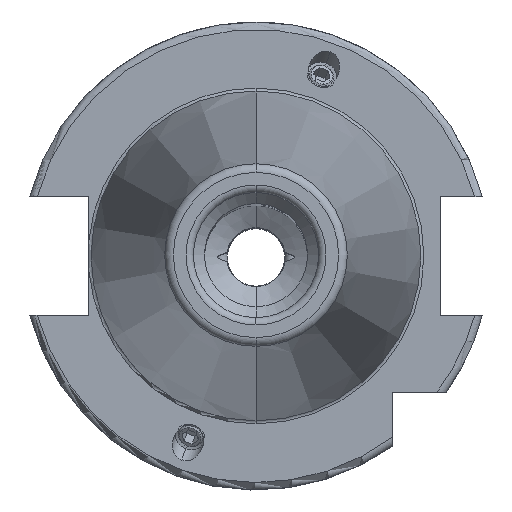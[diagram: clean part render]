
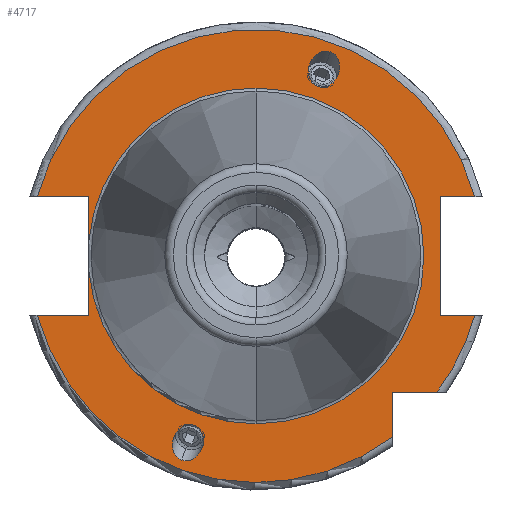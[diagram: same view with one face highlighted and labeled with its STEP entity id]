
A CAD part, top view. The second image highlights one B-rep face of the part: STEP entity #4717.
In plain terms, the highlighted planar face has unit normal (0, 0, 1).
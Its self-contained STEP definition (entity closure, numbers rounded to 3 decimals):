
#963=CARTESIAN_POINT('',(0,0,15.9));
#964=DIRECTION('',(0,0,1));
#965=DIRECTION('',(0.965,0.262,0));
#966=AXIS2_PLACEMENT_3D('',#963,#964,#965);
#1014=CARTESIAN_POINT('',(0,0,15.9));
#1015=DIRECTION('',(0,0,1));
#1016=DIRECTION('',(-0.965,-0.262,0));
#1017=AXIS2_PLACEMENT_3D('',#1014,#1015,#1016);
#1030=DIRECTION('',(1,0,0));
#1031=VECTOR('',#1030,7.004);
#1032=CARTESIAN_POINT('',(-29.704,-8.05,15.9));
#1033=LINE('',#1032,#1031);
#1034=DIRECTION('',(0,1,0));
#1035=VECTOR('',#1034,5.917);
#1036=CARTESIAN_POINT('',(-22.7,-8.05,15.9));
#1037=LINE('',#1036,#1035);
#1038=DIRECTION('',(0,1,0));
#1039=VECTOR('',#1038,5.917);
#1040=CARTESIAN_POINT('',(-22.7,2.133,15.9));
#1041=LINE('',#1040,#1039);
#1042=DIRECTION('',(1,0,0));
#1043=VECTOR('',#1042,7.004);
#1044=CARTESIAN_POINT('',(-29.704,8.05,15.9));
#1045=LINE('',#1044,#1043);
#1046=DIRECTION('',(-1,0,0));
#1047=VECTOR('',#1046,4.704);
#1048=CARTESIAN_POINT('',(29.704,8.05,15.9));
#1049=LINE('',#1048,#1047);
#1050=DIRECTION('',(0,-1,0));
#1051=VECTOR('',#1050,16.1);
#1052=CARTESIAN_POINT('',(25,8.05,15.9));
#1053=LINE('',#1052,#1051);
#1054=DIRECTION('',(-1,0,0));
#1055=VECTOR('',#1054,4.704);
#1056=CARTESIAN_POINT('',(29.704,-8.05,15.9));
#1057=LINE('',#1056,#1055);
#1058=CARTESIAN_POINT('',(0,0,15.9));
#1059=DIRECTION('',(0,0,1));
#1060=DIRECTION('',(0.799,-0.601,0));
#1061=AXIS2_PLACEMENT_3D('',#1058,#1059,#1060);
#1063=DIRECTION('',(-1,0,0));
#1064=VECTOR('',#1063,6.094);
#1065=CARTESIAN_POINT('',(24.594,-18.5,15.9));
#1066=LINE('',#1065,#1064);
#1067=DIRECTION('',(0,1,0));
#1068=VECTOR('',#1067,6.094);
#1069=CARTESIAN_POINT('',(18.5,-24.594,15.9));
#1070=LINE('',#1069,#1068);
#1071=CARTESIAN_POINT('',(10.09,27.723,15.9));
#1072=CARTESIAN_POINT('',(9.863,27.806,15.9));
#1073=CARTESIAN_POINT('',(9.337,27.884,15.9));
#1074=CARTESIAN_POINT('',(8.455,27.594,15.9));
#1075=CARTESIAN_POINT('',(7.834,27.033,15.9));
#1076=CARTESIAN_POINT('',(7.483,26.49,15.9));
#1077=CARTESIAN_POINT('',(7.298,26.077,15.9));
#1078=CARTESIAN_POINT('',(7.174,25.641,15.9));
#1079=CARTESIAN_POINT('',(7.094,25.,15.9));
#1080=CARTESIAN_POINT('',(7.208,24.17,15.9));
#1081=CARTESIAN_POINT('',(7.698,23.381,15.9));
#1082=CARTESIAN_POINT('',(8.152,23.103,15.9));
#1083=CARTESIAN_POINT('',(8.379,23.02,15.9));
#1085=CARTESIAN_POINT('',(8.379,23.02,15.9));
#1086=CARTESIAN_POINT('',(8.606,22.937,15.9));
#1087=CARTESIAN_POINT('',(9.133,22.859,15.9));
#1088=CARTESIAN_POINT('',(10.014,23.149,15.9));
#1089=CARTESIAN_POINT('',(10.635,23.711,15.9));
#1090=CARTESIAN_POINT('',(10.986,24.253,15.9));
#1091=CARTESIAN_POINT('',(11.171,24.667,15.9));
#1092=CARTESIAN_POINT('',(11.295,25.103,15.9));
#1093=CARTESIAN_POINT('',(11.375,25.744,15.9));
#1094=CARTESIAN_POINT('',(11.261,26.573,15.9));
#1095=CARTESIAN_POINT('',(10.771,27.362,15.9));
#1096=CARTESIAN_POINT('',(10.318,27.641,15.9));
#1097=CARTESIAN_POINT('',(10.09,27.723,15.9));
#1099=CARTESIAN_POINT('',(-10.09,-27.723,15.9));
#1100=CARTESIAN_POINT('',(-10.318,-27.641,15.9));
#1101=CARTESIAN_POINT('',(-10.771,-27.362,15.9));
#1102=CARTESIAN_POINT('',(-11.261,-26.573,15.9));
#1103=CARTESIAN_POINT('',(-11.375,-25.744,15.9));
#1104=CARTESIAN_POINT('',(-11.295,-25.103,15.9));
#1105=CARTESIAN_POINT('',(-11.171,-24.667,15.9));
#1106=CARTESIAN_POINT('',(-10.986,-24.253,15.9));
#1107=CARTESIAN_POINT('',(-10.635,-23.711,15.9));
#1108=CARTESIAN_POINT('',(-10.014,-23.149,15.9));
#1109=CARTESIAN_POINT('',(-9.133,-22.859,15.9));
#1110=CARTESIAN_POINT('',(-8.606,-22.937,15.9));
#1111=CARTESIAN_POINT('',(-8.379,-23.02,15.9));
#1113=CARTESIAN_POINT('',(-8.379,-23.02,15.9));
#1114=CARTESIAN_POINT('',(-8.152,-23.103,15.9));
#1115=CARTESIAN_POINT('',(-7.698,-23.381,15.9));
#1116=CARTESIAN_POINT('',(-7.208,-24.17,15.9));
#1117=CARTESIAN_POINT('',(-7.094,-25.,15.9));
#1118=CARTESIAN_POINT('',(-7.174,-25.641,15.9));
#1119=CARTESIAN_POINT('',(-7.298,-26.077,15.9));
#1120=CARTESIAN_POINT('',(-7.483,-26.49,15.9));
#1121=CARTESIAN_POINT('',(-7.834,-27.033,15.9));
#1122=CARTESIAN_POINT('',(-8.455,-27.594,15.9));
#1123=CARTESIAN_POINT('',(-9.337,-27.884,15.9));
#1124=CARTESIAN_POINT('',(-9.863,-27.806,15.9));
#1125=CARTESIAN_POINT('',(-10.09,-27.723,15.9));
#1137=CARTESIAN_POINT('',(0,0,15.9));
#1138=DIRECTION('',(0,0,1));
#1139=DIRECTION('',(0,1,0));
#1140=AXIS2_PLACEMENT_3D('',#1137,#1138,#1139);
#1152=CARTESIAN_POINT('',(0,0,15.9));
#1153=DIRECTION('',(0,0,1));
#1154=DIRECTION('',(-0.996,-0.094,0));
#1155=AXIS2_PLACEMENT_3D('',#1152,#1153,#1154);
#1157=CARTESIAN_POINT('',(0,0,15.9));
#1158=DIRECTION('',(0,0,-1));
#1159=DIRECTION('',(0,1,0));
#1160=AXIS2_PLACEMENT_3D('',#1157,#1158,#1159);
#3249=CARTESIAN_POINT('',(0,22.8,15.9));
#3251=VERTEX_POINT('',#3249);
#3271=CARTESIAN_POINT('',(0,-22.8,15.9));
#3273=VERTEX_POINT('',#3271);
#3419=CARTESIAN_POINT('',(-29.704,-8.05,15.9));
#3420=CARTESIAN_POINT('',(-22.7,-8.05,15.9));
#3421=VERTEX_POINT('',#3419);
#3422=VERTEX_POINT('',#3420);
#3423=CARTESIAN_POINT('',(-22.7,-2.133,15.9));
#3424=VERTEX_POINT('',#3423);
#3425=CARTESIAN_POINT('',(-22.7,2.133,15.9));
#3426=CARTESIAN_POINT('',(-22.7,8.05,15.9));
#3427=VERTEX_POINT('',#3425);
#3428=VERTEX_POINT('',#3426);
#3429=CARTESIAN_POINT('',(-29.704,8.05,15.9));
#3430=VERTEX_POINT('',#3429);
#3431=CARTESIAN_POINT('',(25,8.05,15.9));
#3432=CARTESIAN_POINT('',(25,-8.05,15.9));
#3433=VERTEX_POINT('',#3431);
#3434=VERTEX_POINT('',#3432);
#3435=CARTESIAN_POINT('',(29.704,-8.05,15.9));
#3436=VERTEX_POINT('',#3435);
#3437=CARTESIAN_POINT('',(29.704,8.05,15.9));
#3438=VERTEX_POINT('',#3437);
#3439=CARTESIAN_POINT('',(18.5,-24.594,15.9));
#3440=CARTESIAN_POINT('',(18.5,-18.5,15.9));
#3441=VERTEX_POINT('',#3439);
#3442=VERTEX_POINT('',#3440);
#3443=CARTESIAN_POINT('',(24.594,-18.5,15.9));
#3444=VERTEX_POINT('',#3443);
#3533=VERTEX_POINT('',#1071);
#3534=VERTEX_POINT('',#1083);
#3590=CARTESIAN_POINT('',(-10.09,-27.723,15.9));
#3592=VERTEX_POINT('',#3590);
#3597=CARTESIAN_POINT('',(-8.379,-23.02,15.9));
#3598=VERTEX_POINT('',#3597);
#4678=CARTESIAN_POINT('',(0,0,15.9));
#4679=DIRECTION('',(0,0,-1));
#4680=DIRECTION('',(0,-1,0));
#4681=AXIS2_PLACEMENT_3D('',#4678,#4679,#4680);
#4682=PLANE('',#4681);
#4683=ORIENTED_EDGE('',*,*,#3883,.T.);
#4684=ORIENTED_EDGE('',*,*,#3922,.T.);
#4686=ORIENTED_EDGE('',*,*,#4685,.T.);
#4688=ORIENTED_EDGE('',*,*,#4687,.F.);
#4690=ORIENTED_EDGE('',*,*,#4689,.T.);
#4691=ORIENTED_EDGE('',*,*,#3918,.T.);
#4692=ORIENTED_EDGE('',*,*,#3956,.F.);
#4693=ORIENTED_EDGE('',*,*,#4656,.F.);
#4695=ORIENTED_EDGE('',*,*,#4694,.T.);
#4697=ORIENTED_EDGE('',*,*,#4696,.T.);
#4698=ORIENTED_EDGE('',*,*,#4032,.F.);
#4699=ORIENTED_EDGE('',*,*,#4646,.F.);
#4700=ORIENTED_EDGE('',*,*,#4089,.T.);
#4701=ORIENTED_EDGE('',*,*,#4140,.F.);
#4702=ORIENTED_EDGE('',*,*,#4672,.F.);
#4703=EDGE_LOOP('',(#4683,#4684,#4686,#4688,#4690,#4691,#4692,#4693,#4695,#4697,
#4698,#4699,#4700,#4701,#4702));
#4704=FACE_OUTER_BOUND('',#4703,.F.);
#4706=ORIENTED_EDGE('',*,*,#4705,.T.);
#4708=ORIENTED_EDGE('',*,*,#4707,.T.);
#4709=EDGE_LOOP('',(#4706,#4708));
#4710=FACE_BOUND('',#4709,.F.);
#4712=ORIENTED_EDGE('',*,*,#4711,.F.);
#4714=ORIENTED_EDGE('',*,*,#4713,.F.);
#4715=EDGE_LOOP('',(#4712,#4714));
#4716=FACE_BOUND('',#4715,.F.);
#4717=ADVANCED_FACE('',(#4704,#4710,#4716),#4682,.F.);
#967=CIRCLE('',#966,30.775);
#1018=CIRCLE('',#1017,30.775);
#1062=CIRCLE('',#1061,30.775);
#1084=B_SPLINE_CURVE_WITH_KNOTS('',3,(#1071,#1072,#1073,#1074,#1075,#1076,#1077,
#1078,#1079,#1080,#1081,#1082,#1083),.UNSPECIFIED.,.F.,.F.,(4,1,1,1,1,1,1,1,1,1,
4),(0,0.125,0.25,0.375,0.438,0.5,0.563,0.625,0.75,0.875,
1.0),.UNSPECIFIED.);
#1098=B_SPLINE_CURVE_WITH_KNOTS('',3,(#1085,#1086,#1087,#1088,#1089,#1090,#1091,
#1092,#1093,#1094,#1095,#1096,#1097),.UNSPECIFIED.,.F.,.F.,(4,1,1,1,1,1,1,1,1,1,
4),(0,0.125,0.25,0.375,0.438,0.5,0.563,0.625,0.75,0.875,
1.0),.UNSPECIFIED.);
#1112=B_SPLINE_CURVE_WITH_KNOTS('',3,(#1099,#1100,#1101,#1102,#1103,#1104,#1105,
#1106,#1107,#1108,#1109,#1110,#1111),.UNSPECIFIED.,.F.,.F.,(4,1,1,1,1,1,1,1,1,1,
4),(0,0.125,0.25,0.375,0.438,0.5,0.563,0.625,0.75,0.875,
1.0),.UNSPECIFIED.);
#1126=B_SPLINE_CURVE_WITH_KNOTS('',3,(#1113,#1114,#1115,#1116,#1117,#1118,#1119,
#1120,#1121,#1122,#1123,#1124,#1125),.UNSPECIFIED.,.F.,.F.,(4,1,1,1,1,1,1,1,1,1,
4),(0,0.125,0.25,0.375,0.438,0.5,0.563,0.625,0.75,0.875,
1.0),.UNSPECIFIED.);
#1141=CIRCLE('',#1140,22.8);
#1156=CIRCLE('',#1155,22.8);
#1161=CIRCLE('',#1160,22.8);
#3883=EDGE_CURVE('',#3421,#3422,#1033,.T.);
#3918=EDGE_CURVE('',#3427,#3428,#1041,.T.);
#3922=EDGE_CURVE('',#3422,#3424,#1037,.T.);
#3956=EDGE_CURVE('',#3430,#3428,#1045,.T.);
#4032=EDGE_CURVE('',#3436,#3434,#1057,.T.);
#4089=EDGE_CURVE('',#3444,#3442,#1066,.T.);
#4140=EDGE_CURVE('',#3441,#3442,#1070,.T.);
#4646=EDGE_CURVE('',#3444,#3436,#1062,.T.);
#4656=EDGE_CURVE('',#3438,#3430,#967,.T.);
#4672=EDGE_CURVE('',#3421,#3441,#1018,.T.);
#4685=EDGE_CURVE('',#3424,#3273,#1156,.T.);
#4687=EDGE_CURVE('',#3251,#3273,#1161,.T.);
#4689=EDGE_CURVE('',#3251,#3427,#1141,.T.);
#4694=EDGE_CURVE('',#3438,#3433,#1049,.T.);
#4696=EDGE_CURVE('',#3433,#3434,#1053,.T.);
#4705=EDGE_CURVE('',#3533,#3534,#1084,.T.);
#4707=EDGE_CURVE('',#3534,#3533,#1098,.T.);
#4711=EDGE_CURVE('',#3592,#3598,#1112,.T.);
#4713=EDGE_CURVE('',#3598,#3592,#1126,.T.);
